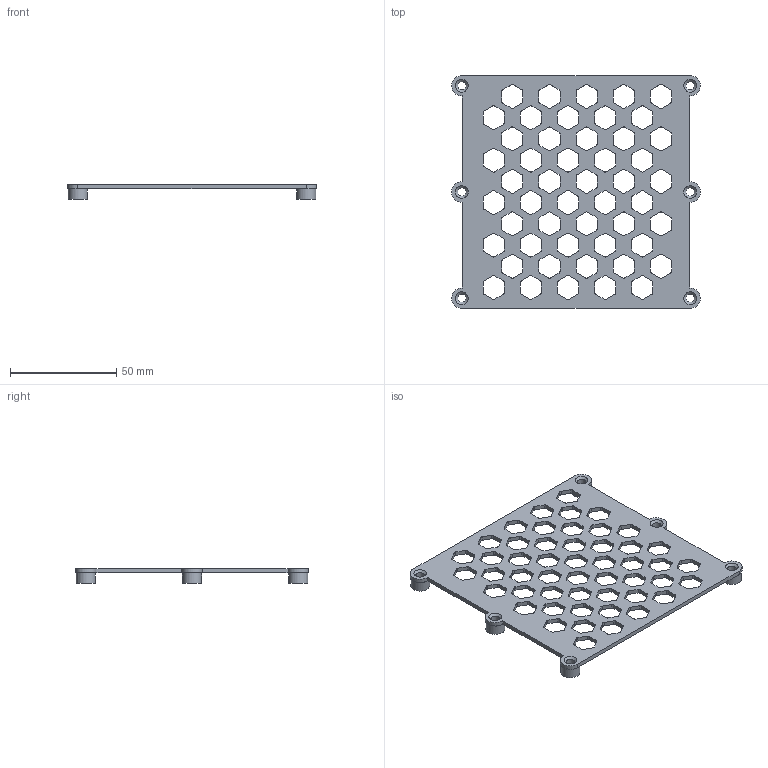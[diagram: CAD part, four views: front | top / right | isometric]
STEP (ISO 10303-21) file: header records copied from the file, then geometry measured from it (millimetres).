
FILE_DESCRIPTION(/* description */ ('STEP AP242','CAx-IF Rec.Pracs.---Representation and Presentation of Product Manufacturing Information (PMI)---4.0---2014-10-13','CAx-IF Rec.Pracs.---3D Tessellated Geometry---0.4---2014-09-14','2;1'),/* implementation_level */ '2;1');
FILE_NAME(/* name */ '6487364d9dacf837aa530726',/* time_stamp */ '2023-06-12T15:14:23Z',/* author */ (''),/* organization */ (''),/* preprocessor_version */ 'ST-DEVELOPER v19.4',/* originating_system */ ' ',/* authorisation */ ' ');
FILE_SCHEMA (('AP242_MANAGED_MODEL_BASED_3D_ENGINEERING_MIM_LF { 1 0 10303 442 1 1 4 }'));
Length unit declared in the file: metre
Products named in the file (1): TopFilterSlot
Bounding box: 117.08 x 109.6 x 7 mm (x, y, z)
Volume: 16642.4 mm3; surface area: 20831.5 mm2
Topology: 1 solids, 1 shells, 638 faces, 1896 edges, 1266 vertices
Faces by surface type: cylinder 318, plane 314, cone 6
Full cylindrical faces by diameter (mm): 4 x6, 9 x6
Entity records: 21618 total; most frequent: DIRECTION 3786, CARTESIAN_POINT 3759, ORIENTED_EDGE 3732, EDGE_CURVE 1866, AXIS2_PLACEMENT_3D 1281, VERTEX_POINT 1254, LINE 1224, VECTOR 1224
